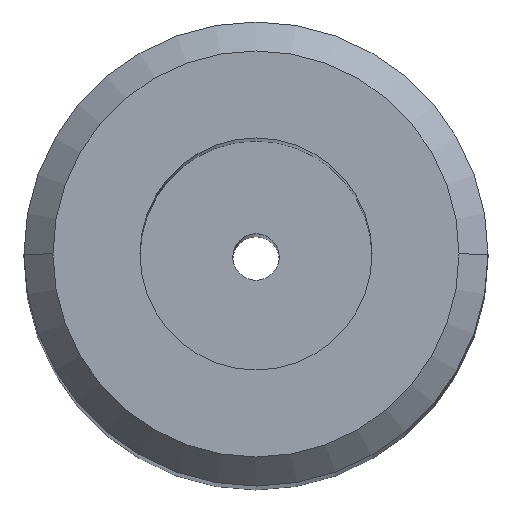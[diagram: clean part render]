
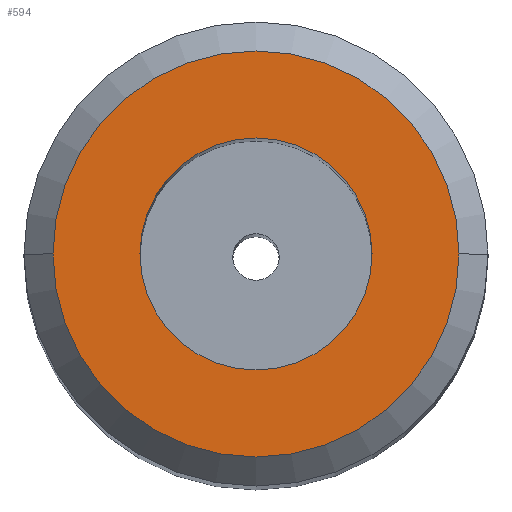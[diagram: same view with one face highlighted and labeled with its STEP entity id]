
A CAD part, top view. The second image highlights one B-rep face of the part: STEP entity #594.
In plain terms, the highlighted planar face has unit normal (0, 0, 1).
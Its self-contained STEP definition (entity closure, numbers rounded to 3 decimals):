
#7 = AXIS2_PLACEMENT_3D ( 'NONE', #573, #486, #156 ) ;
#23 = CARTESIAN_POINT ( 'NONE',  ( -2., 0., 60. ) ) ;
#27 = CARTESIAN_POINT ( 'NONE',  ( 3.5, 0., 60. ) ) ;
#105 = CARTESIAN_POINT ( 'NONE',  ( 0., 0., 60. ) ) ;
#141 = VERTEX_POINT ( 'NONE', #27 ) ;
#156 = DIRECTION ( 'NONE',  ( 1., 0., 0. ) ) ;
#163 = EDGE_CURVE ( 'NONE', #528, #825, #810, .T. ) ;
#214 = DIRECTION ( 'NONE',  ( -1., 0., 0. ) ) ;
#247 = FACE_OUTER_BOUND ( 'NONE', #901, .T. ) ;
#300 = EDGE_CURVE ( 'NONE', #1069, #141, #704, .T. ) ;
#321 = ORIENTED_EDGE ( 'NONE', *, *, #300, .F. ) ;
#330 = CARTESIAN_POINT ( 'NONE',  ( -3.5, 0., 60. ) ) ;
#340 = AXIS2_PLACEMENT_3D ( 'NONE', #813, #1031, #370 ) ;
#370 = DIRECTION ( 'NONE',  ( -1., 0., 0. ) ) ;
#414 = ORIENTED_EDGE ( 'NONE', *, *, #163, .T. ) ;
#426 = DIRECTION ( 'NONE',  ( 0., 0., -1. ) ) ;
#434 = DIRECTION ( 'NONE',  ( -1., 0., 0. ) ) ;
#486 = DIRECTION ( 'NONE',  ( 0., 0., 1. ) ) ;
#514 = CARTESIAN_POINT ( 'NONE',  ( 0., 0., 60. ) ) ;
#517 = AXIS2_PLACEMENT_3D ( 'NONE', #105, #426, #434 ) ;
#528 = VERTEX_POINT ( 'NONE', #1064 ) ;
#573 = CARTESIAN_POINT ( 'NONE',  ( 0., 3.5, 60. ) ) ;
#594 = ADVANCED_FACE ( 'NONE', ( #648, #247 ), #978, .T. ) ;
#607 = AXIS2_PLACEMENT_3D ( 'NONE', #514, #712, #950 ) ;
#631 = CARTESIAN_POINT ( 'NONE',  ( 0., 0., 60. ) ) ;
#648 = FACE_BOUND ( 'NONE', #818, .T. ) ;
#704 = CIRCLE ( 'NONE', #724, 3.5 ) ;
#712 = DIRECTION ( 'NONE',  ( 0., 0., -1. ) ) ;
#724 = AXIS2_PLACEMENT_3D ( 'NONE', #631, #965, #214 ) ;
#775 = ORIENTED_EDGE ( 'NONE', *, *, #899, .F. ) ;
#778 = EDGE_CURVE ( 'NONE', #825, #528, #1014, .T. ) ;
#810 = CIRCLE ( 'NONE', #607, 2. ) ;
#813 = CARTESIAN_POINT ( 'NONE',  ( 0., 0., 60. ) ) ;
#818 = EDGE_LOOP ( 'NONE', ( #1050, #414 ) ) ;
#825 = VERTEX_POINT ( 'NONE', #23 ) ;
#899 = EDGE_CURVE ( 'NONE', #141, #1069, #907, .T. ) ;
#901 = EDGE_LOOP ( 'NONE', ( #321, #775 ) ) ;
#907 = CIRCLE ( 'NONE', #340, 3.5 ) ;
#950 = DIRECTION ( 'NONE',  ( -1., 0., 0. ) ) ;
#965 = DIRECTION ( 'NONE',  ( 0., 0., -1. ) ) ;
#978 = PLANE ( 'NONE',  #7 ) ;
#1014 = CIRCLE ( 'NONE', #517, 2. ) ;
#1031 = DIRECTION ( 'NONE',  ( 0., 0., -1. ) ) ;
#1050 = ORIENTED_EDGE ( 'NONE', *, *, #778, .T. ) ;
#1064 = CARTESIAN_POINT ( 'NONE',  ( 2., 0., 60. ) ) ;
#1069 = VERTEX_POINT ( 'NONE', #330 ) ;
